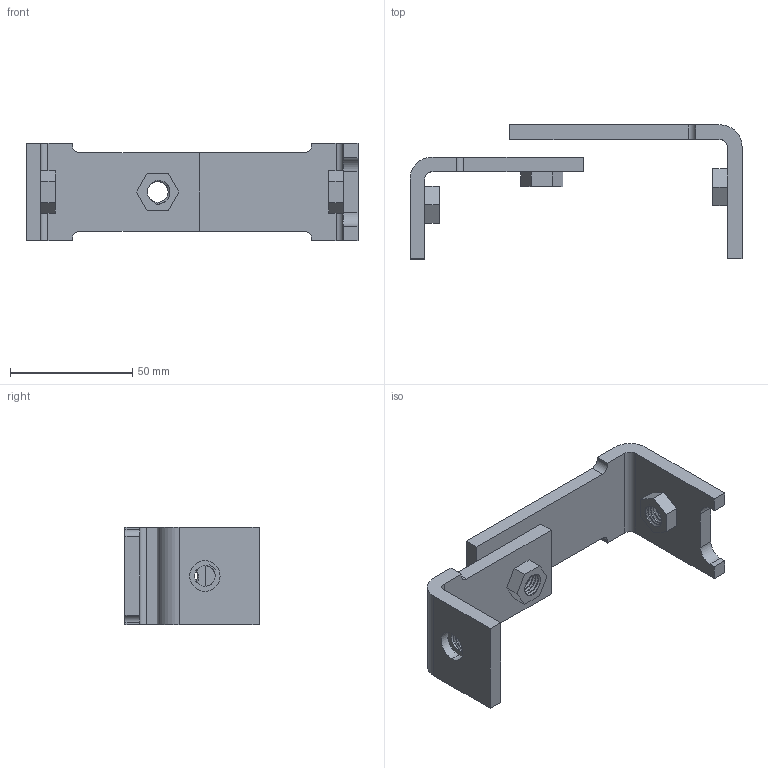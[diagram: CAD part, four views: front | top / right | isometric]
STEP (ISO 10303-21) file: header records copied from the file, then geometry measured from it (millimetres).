
FILE_DESCRIPTION (( 'STEP AP214' ), '1' );
FILE_NAME ('41592041.step', '2018-06-04T13:09:09', ( '' ), ( '' ), 'SwSTEP 2.0', 'SolidWorks 2017', '' );
FILE_SCHEMA (( 'AUTOMOTIVE_DESIGN' ));
Length unit declared in the file: inch
Products named in the file (1): 41592041
Bounding box: 135.9 x 54.91 x 40 mm (x, y, z)
Volume: 52575.4 mm3; surface area: 26083 mm2
Topology: 7 solids, 7 shells, 233 faces, 642 edges, 428 vertices
Faces by surface type: cylinder 143, plane 80, bspline 10
Entity records: 20593 total; most frequent: CARTESIAN_POINT 11859, ORIENTED_EDGE 1284, DIRECTION 956, EDGE_CURVE 642, VERTEX_POINT 428, LINE 326, VECTOR 326, AXIS2_PLACEMENT_3D 315
